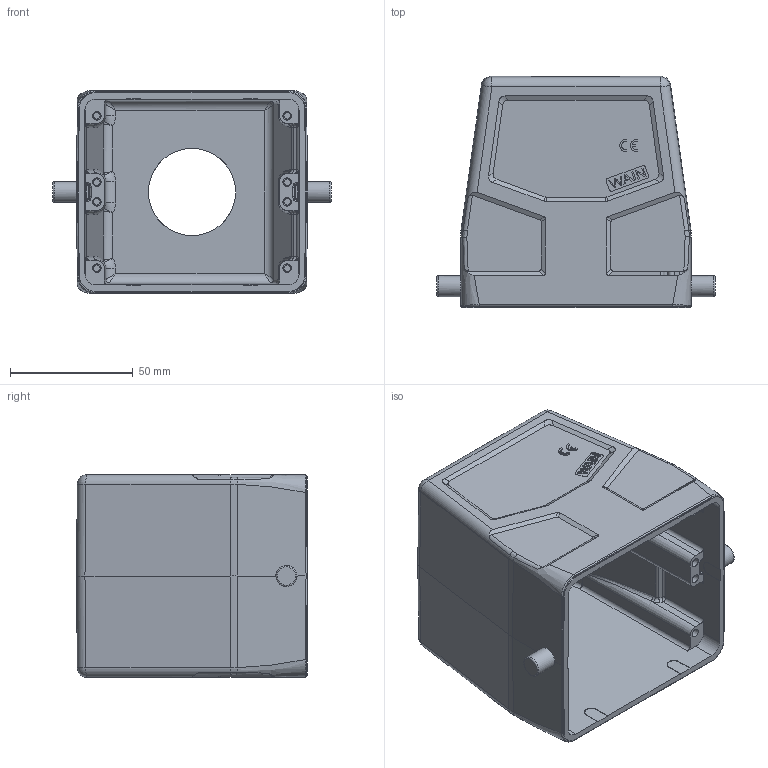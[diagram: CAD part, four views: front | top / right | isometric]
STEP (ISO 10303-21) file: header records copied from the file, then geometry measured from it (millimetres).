
FILE_DESCRIPTION(/* description */ (''),/* implementation_level */ '2;1');
FILE_NAME(/* name */ '3D_1241324101004_WV32B-TE-2B-PG29_V1.1.STP',/* time_stamp */ '2023-12-21T12:50:02+08:00',/* author */ (''),/* organization */ (''),/* preprocessor_version */ 'ST-DEVELOPER v18.1',/* originating_system */ 'SIEMENS PLM Software NX 1980',/* authorisation */ '');
FILE_SCHEMA (('AP203_CONFIGURATION_CONTROLLED_3D_DESIGN_OF_MECHANICAL_PARTS_AND_ASSEMBLIES_MIM_LF { 1 0 10303 403 2 1 2}'));
Length unit declared in the file: millimetre
Products named in the file (1): 3D_1241324101001_WV32B-TE-2B-M32_V1.0_stp
Bounding box: 113.2 x 94 x 82.5 mm (x, y, z)
Volume: 160703.2 mm3; surface area: 70961.4 mm2
Topology: 1 solids, 1 shells, 473 faces, 1198 edges, 741 vertices
Faces by surface type: plane 220, cylinder 163, bspline 46, torus 18, cone 14, sphere 10, extrusion 2
Full cylindrical faces by diameter (mm): 2.7 x8, 3.5 x8, 8.5 x2, 35.5 x1
Entity records: 15446 total; most frequent: CARTESIAN_POINT 4357, ORIENTED_EDGE 2298, DIRECTION 2246, EDGE_CURVE 1149, AXIS2_PLACEMENT_3D 785, VERTEX_POINT 731, VECTOR 676, LINE 674
